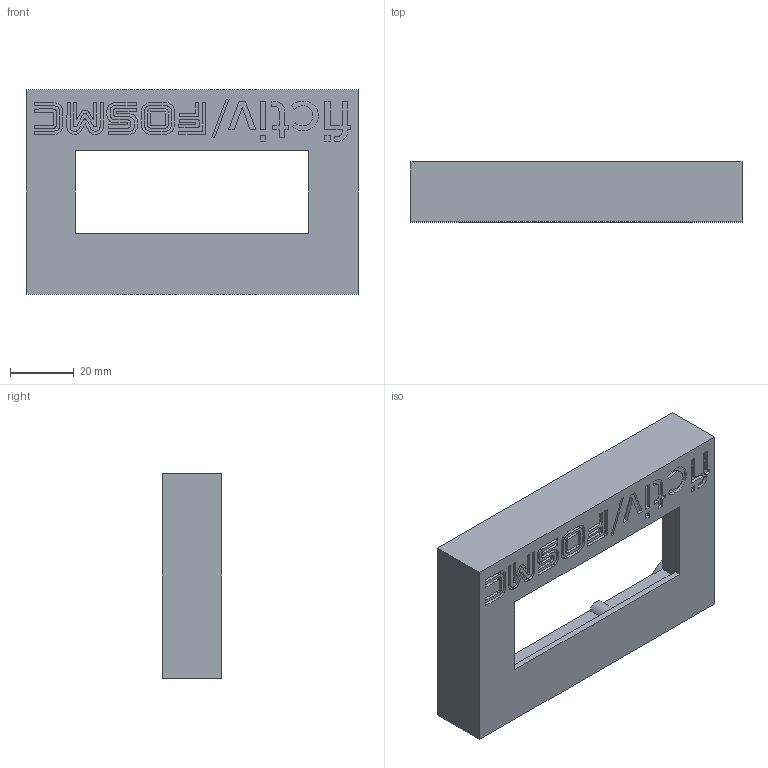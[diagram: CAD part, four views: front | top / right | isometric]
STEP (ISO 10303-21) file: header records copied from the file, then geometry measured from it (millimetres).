
FILE_DESCRIPTION (( 'STEP AP214' ), '1' );
FILE_NAME ('FOSMC-LCD-top.STEP', '2016-11-22T00:00:11', ( '' ), ( '' ), 'SwSTEP 2.0', 'SolidWorks 2014', '' );
FILE_SCHEMA (( 'AUTOMOTIVE_DESIGN' ));
Length unit declared in the file: millimetre
Products named in the file (1): FOSMC-LCD-top
Bounding box: 104 x 18.75 x 64 mm (x, y, z)
Volume: 26177.7 mm3; surface area: 24660.8 mm2
Topology: 1 solids, 1 shells, 328 faces, 890 edges, 590 vertices
Faces by surface type: plane 208, bspline 100, cylinder 16, cone 4
Entity records: 10712 total; most frequent: CARTESIAN_POINT 3073, ORIENTED_EDGE 1772, DIRECTION 1176, EDGE_CURVE 886, VECTOR 654, LINE 654, VERTEX_POINT 590, EDGE_LOOP 360
